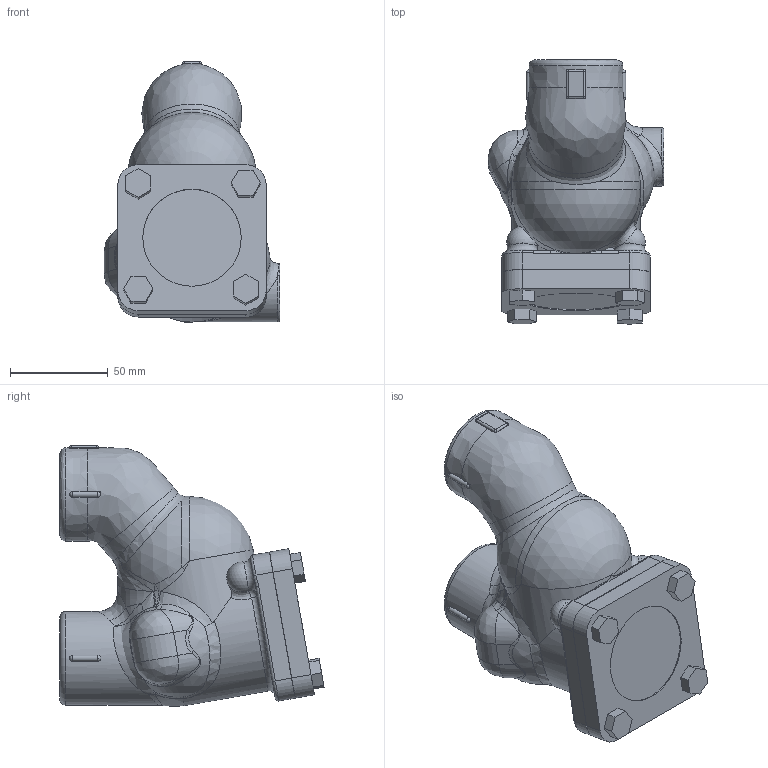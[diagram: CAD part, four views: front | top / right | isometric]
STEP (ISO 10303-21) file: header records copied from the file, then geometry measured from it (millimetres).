
FILE_DESCRIPTION(/* description */ (''),/* implementation_level */ '2;1');
FILE_NAME(/* name */ 'sj300-020-screw-00.stp',/* time_stamp */ '2020-12-01T11:14:47+09:00',/* author */ ('nakaot'),/* organization */ (''),/* preprocessor_version */ 'ST-DEVELOPER v18',/* originating_system */ 'Autodesk Inventor 2020',/* authorisation */ '');
FILE_SCHEMA (('AUTOMOTIVE_DESIGN { 1 0 10303 214 3 1 1 }'));
Length unit declared in the file: millimetre
Products named in the file (1): sj300-020-screw-00
Bounding box: 90 x 135.46 x 133.63 mm (x, y, z)
Volume: 643464.9 mm3; surface area: 65055.5 mm2
Topology: 1 solids, 1 shells, 239 faces, 606 edges, 373 vertices
Faces by surface type: bspline 83, plane 65, cylinder 45, sphere 29, torus 15, cone 2
Full cylindrical faces by diameter (mm): 10 x4, 22.631 x2, 48 x1, 50 x1, 50.5 x1
Entity records: 11501 total; most frequent: CARTESIAN_POINT 6305, ORIENTED_EDGE 1186, DIRECTION 897, EDGE_CURVE 593, VERTEX_POINT 373, AXIS2_PLACEMENT_3D 372, EDGE_LOOP 256, FACE_OUTER_BOUND 239
